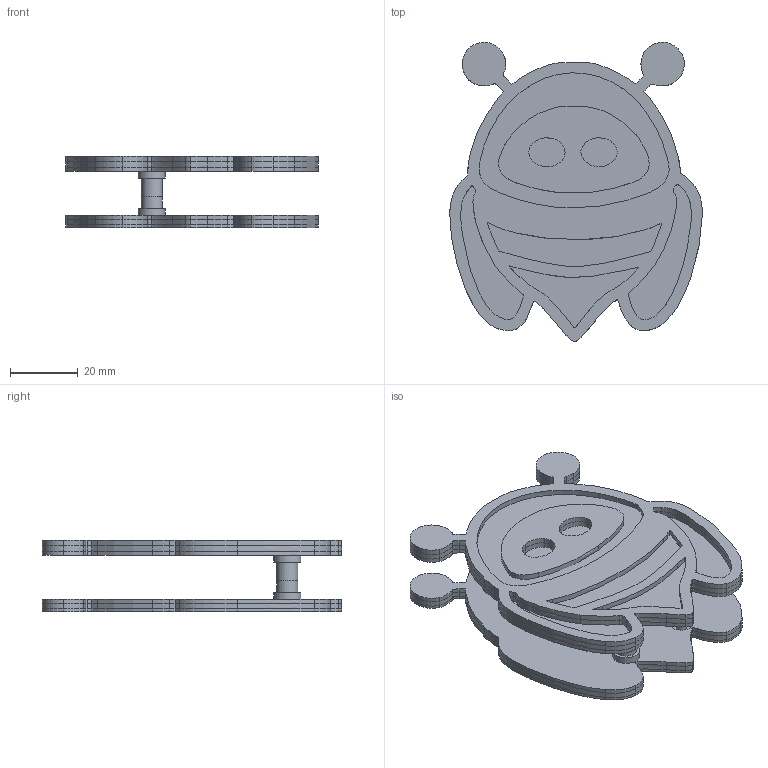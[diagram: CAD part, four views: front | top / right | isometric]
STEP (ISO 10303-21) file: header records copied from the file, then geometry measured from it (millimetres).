
FILE_DESCRIPTION(('FreeCAD Model'),'2;1');
FILE_NAME('Open CASCADE Shape Model','2024-06-11T00:38:38',(''),(''), 'Open CASCADE STEP processor 7.6','FreeCAD','Unknown');
FILE_SCHEMA(('AUTOMOTIVE_DESIGN { 1 0 10303 214 1 1 1 1 }'));
Length unit declared in the file: millimetre
Products named in the file (9): alby_case_rpzero2w; Part_bottom; Body_bottom; Part_top; Body_top; Part_macho; Body_macho_soporte; Part_hembra; Body_hembra_soporte
Assembly tree (8 placements, depth 3):
  alby_case_rpzero2w
    Part_bottom
      Body_bottom
    Part_top
      Body_top
    Part_macho
      Body_macho_soporte
    Part_hembra
      Body_hembra_soporte
Bounding box: 74.5 x 88.26 x 21 mm (x, y, z)
Volume: 31668.7 mm3; surface area: 25750.6 mm2
Topology: 4 solids, 4 shells, 569 faces, 1313 edges, 789 vertices
Faces by surface type: extrusion 498, plane 45, cylinder 26
Full cylindrical faces by diameter (mm): 3 x2, 3.1 x10, 6.2 x4, 6.5 x8, 8 x2
Entity records: 17394 total; most frequent: CARTESIAN_POINT 5891, ORIENTED_EDGE 2626, EDGE_CURVE 1313, DIRECTION 1286, B_SPLINE_CURVE_WITH_KNOTS 1235, VECTOR 1022, VERTEX_POINT 789, FACE_BOUND 606
